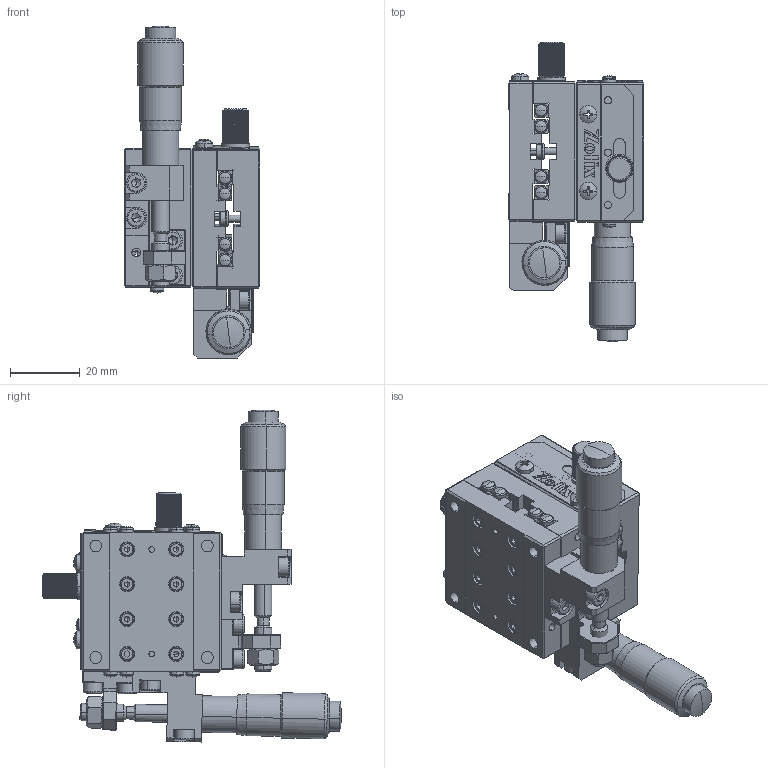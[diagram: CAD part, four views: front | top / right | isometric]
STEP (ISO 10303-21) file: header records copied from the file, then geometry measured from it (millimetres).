
FILE_DESCRIPTION (( 'STEP AP203' ), '1' );
FILE_NAME ('NFP2461RR.step', '2019-05-08T07:19:25', ( '' ), ( '' ), 'SwSTEP 2.0', 'SolidWorks 2017', '' );
FILE_SCHEMA (( 'CONFIG_CONTROL_DESIGN' ));
Length unit declared in the file: millimetre
Products named in the file (1): NFP2461RR
Bounding box: 39 x 85.76 x 95.25 mm (x, y, z)
Surface area: 36323.1 mm2 (no closed solid volume)
Topology: 0 solids, 86 shells, 1478 faces, 5617 edges, 3944 vertices
Faces by surface type: plane 763, cylinder 441, cone 120, torus 70, bspline 64, sphere 20
Entity records: 60821 total; most frequent: CARTESIAN_POINT 15651, DIRECTION 9064, ORIENTED_EDGE 8596, EDGE_CURVE 5535, VERTEX_POINT 3944, AXIS2_PLACEMENT_3D 3025, LINE 3014, VECTOR 3014
